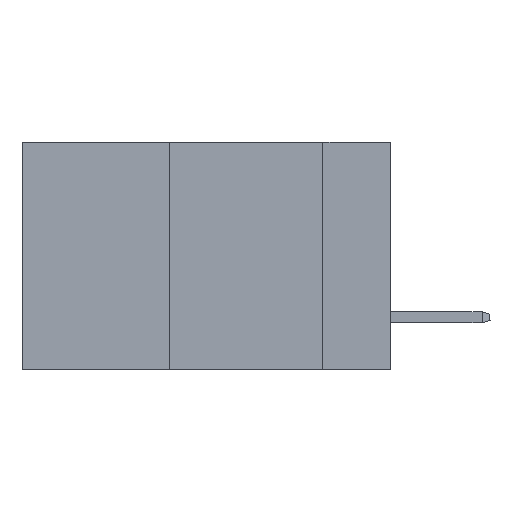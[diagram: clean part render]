
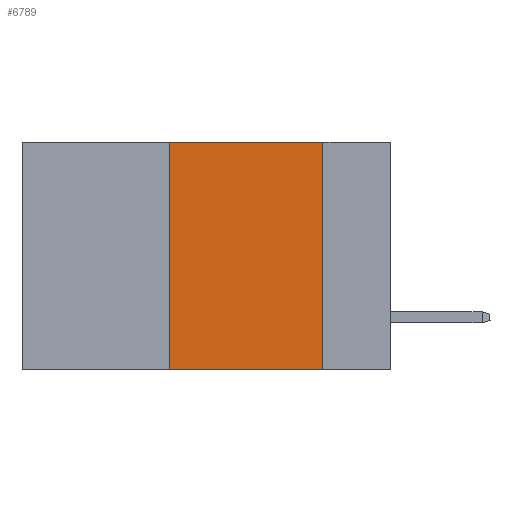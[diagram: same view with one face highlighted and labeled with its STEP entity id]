
A CAD part, left-side view. The second image highlights one B-rep face of the part: STEP entity #6789.
In plain terms, the highlighted planar face has unit normal (-1, 0, 0).
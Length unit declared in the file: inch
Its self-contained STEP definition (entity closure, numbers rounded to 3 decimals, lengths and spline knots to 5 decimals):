
#226 = CARTESIAN_POINT ( 'NONE',  ( 0., 0.36, -0.37 ) ) ;
#289 = VERTEX_POINT ( 'NONE', #1636 ) ;
#650 = PLANE ( 'NONE',  #12853 ) ;
#833 = ORIENTED_EDGE ( 'NONE', *, *, #6696, .F. ) ;
#1038 = VERTEX_POINT ( 'NONE', #226 ) ;
#1322 = ORIENTED_EDGE ( 'NONE', *, *, #5869, .F. ) ;
#1426 = ORIENTED_EDGE ( 'NONE', *, *, #7011, .F. ) ;
#1636 = CARTESIAN_POINT ( 'NONE',  ( 0., 0.11, -0.37 ) ) ;
#2117 = CARTESIAN_POINT ( 'NONE',  ( 0., 0.36, 0. ) ) ;
#2527 = EDGE_LOOP ( 'NONE', ( #1322, #1426, #833, #4325 ) ) ;
#2743 = DIRECTION ( 'NONE',  ( 0., 0., -1. ) ) ;
#2816 = LINE ( 'NONE', #3935, #14789 ) ;
#3665 = CARTESIAN_POINT ( 'NONE',  ( 0., 0.6, -0.37 ) ) ;
#3710 = CARTESIAN_POINT ( 'NONE',  ( 0., 0.11, 0. ) ) ;
#3935 = CARTESIAN_POINT ( 'NONE',  ( 0., 0.11, 0. ) ) ;
#4325 = ORIENTED_EDGE ( 'NONE', *, *, #4565, .T. ) ;
#4565 = EDGE_CURVE ( 'NONE', #1038, #289, #15550, .T. ) ;
#4968 = DIRECTION ( 'NONE',  ( 0., -1., 0. ) ) ;
#5109 = VERTEX_POINT ( 'NONE', #3710 ) ;
#5712 = CARTESIAN_POINT ( 'NONE',  ( 0., 0.6, 0. ) ) ;
#5869 = EDGE_CURVE ( 'NONE', #5109, #289, #2816, .T. ) ;
#6060 = VECTOR ( 'NONE', #12718, 39.37008 ) ;
#6696 = EDGE_CURVE ( 'NONE', #1038, #15629, #9252, .T. ) ;
#6789 = ADVANCED_FACE ( 'NONE', ( #8118 ), #650, .F. ) ;
#6941 = DIRECTION ( 'NONE',  ( 0., 0., -1. ) ) ;
#7011 = EDGE_CURVE ( 'NONE', #15629, #5109, #10745, .T. ) ;
#7187 = VECTOR ( 'NONE', #8531, 39.37008 ) ;
#8118 = FACE_OUTER_BOUND ( 'NONE', #2527, .T. ) ;
#8531 = DIRECTION ( 'NONE',  ( 0., -1., 0. ) ) ;
#9252 = LINE ( 'NONE', #10339, #6060 ) ;
#9333 = VECTOR ( 'NONE', #4968, 39.37008 ) ;
#10339 = CARTESIAN_POINT ( 'NONE',  ( 0., 0.36, 0. ) ) ;
#10745 = LINE ( 'NONE', #13262, #7187 ) ;
#12718 = DIRECTION ( 'NONE',  ( 0., 0., 1. ) ) ;
#12853 = AXIS2_PLACEMENT_3D ( 'NONE', #5712, #14023, #6941 ) ;
#13262 = CARTESIAN_POINT ( 'NONE',  ( 0., 0.6, 0. ) ) ;
#14023 = DIRECTION ( 'NONE',  ( 1., 0., 0. ) ) ;
#14789 = VECTOR ( 'NONE', #2743, 39.37008 ) ;
#15550 = LINE ( 'NONE', #3665, #9333 ) ;
#15629 = VERTEX_POINT ( 'NONE', #2117 ) ;
